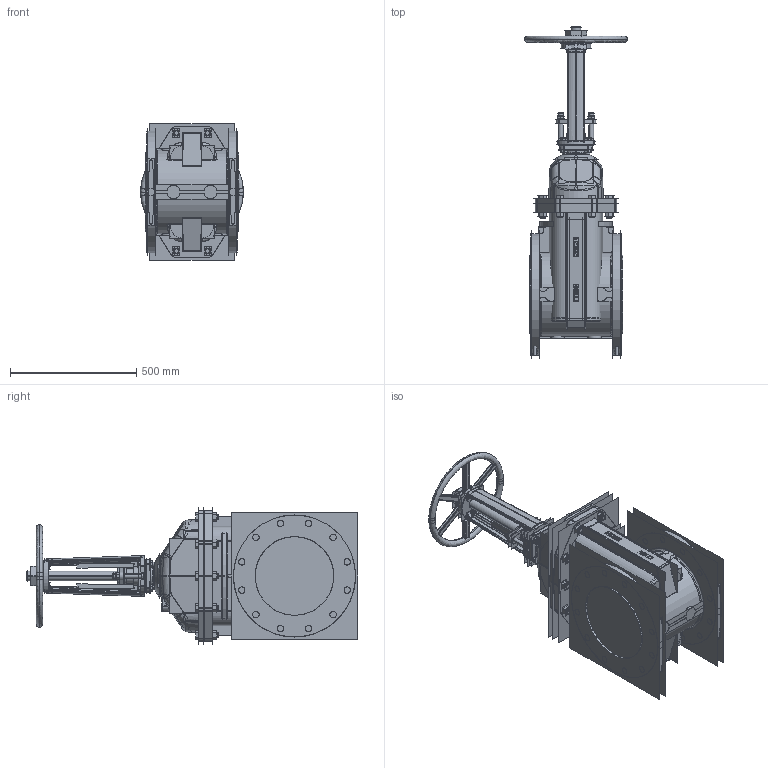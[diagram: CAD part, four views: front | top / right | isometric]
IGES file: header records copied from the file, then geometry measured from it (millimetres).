
Start section:  PTC IGES file: 12 osy assy website.igs
Global section: file name: 12 osy assy website.igs; native system: Pro/ENGINEER by Parametric Technology Corporation; preprocessor: 2010280; author: smm2; organization: Unknown; date: 20141113.113330; units: inch
Bounding box: 406.4 x 1312.83 x 538.25 mm (x, y, z)
Surface area: 8772094.8 mm2 (no closed solid volume)
Topology: 0 solids, 0 shells, 2774 faces, 39215 edges, 51108 vertices
Faces by surface type: bspline 1760, revolution 998, extrusion 16
